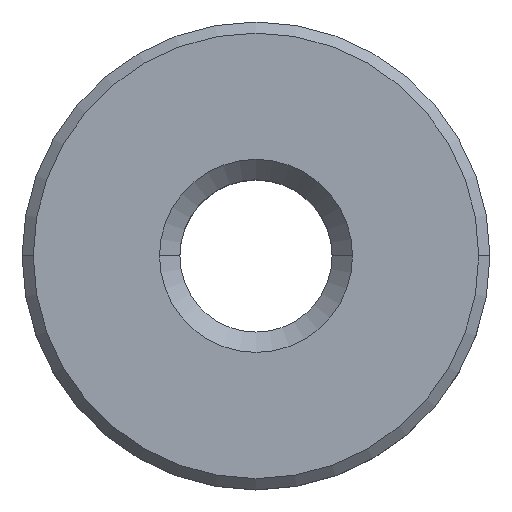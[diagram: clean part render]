
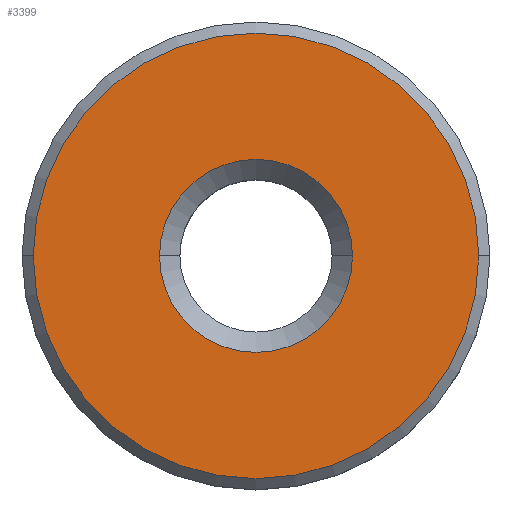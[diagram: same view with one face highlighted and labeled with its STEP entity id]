
A CAD part, top view. The second image highlights one B-rep face of the part: STEP entity #3399.
In plain terms, the highlighted planar face has unit normal (0, 0, 1).
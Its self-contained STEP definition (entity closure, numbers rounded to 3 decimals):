
#157 = AXIS2_PLACEMENT_3D ( 'NONE', #3276, #588, #1952 ) ;
#178 = VERTEX_POINT ( 'NONE', #1976 ) ;
#383 = AXIS2_PLACEMENT_3D ( 'NONE', #411, #920, #1722 ) ;
#406 = CARTESIAN_POINT ( 'NONE',  ( 0., 0., 0. ) ) ;
#411 = CARTESIAN_POINT ( 'NONE',  ( 0., 0., 0. ) ) ;
#491 = VERTEX_POINT ( 'NONE', #2836 ) ;
#576 = ORIENTED_EDGE ( 'NONE', *, *, #2650, .F. ) ;
#588 = DIRECTION ( 'NONE',  ( 0., 0., 1. ) ) ;
#612 = DIRECTION ( 'NONE',  ( -1., 0., 0. ) ) ;
#846 = VERTEX_POINT ( 'NONE', #3233 ) ;
#883 = AXIS2_PLACEMENT_3D ( 'NONE', #1412, #2725, #612 ) ;
#920 = DIRECTION ( 'NONE',  ( 0., 0., -1. ) ) ;
#970 = CARTESIAN_POINT ( 'NONE',  ( -1.3, 0., 0. ) ) ;
#1171 = PLANE ( 'NONE',  #383 ) ;
#1217 = DIRECTION ( 'NONE',  ( 0., 0., 1. ) ) ;
#1328 = AXIS2_PLACEMENT_3D ( 'NONE', #1440, #1217, #2207 ) ;
#1412 = CARTESIAN_POINT ( 'NONE',  ( 0., 0., 0. ) ) ;
#1440 = CARTESIAN_POINT ( 'NONE',  ( 0., 0., 0. ) ) ;
#1551 = AXIS2_PLACEMENT_3D ( 'NONE', #406, #1958, #3263 ) ;
#1686 = EDGE_CURVE ( 'NONE', #178, #846, #2222, .T. ) ;
#1689 = EDGE_CURVE ( 'NONE', #846, #178, #3161, .T. ) ;
#1722 = DIRECTION ( 'NONE',  ( -1., 0., 0. ) ) ;
#1880 = CIRCLE ( 'NONE', #1328, 1.3 ) ;
#1952 = DIRECTION ( 'NONE',  ( -1., 0., 0. ) ) ;
#1958 = DIRECTION ( 'NONE',  ( 0., 0., 1. ) ) ;
#1976 = CARTESIAN_POINT ( 'NONE',  ( -3., 0., 0. ) ) ;
#2192 = ORIENTED_EDGE ( 'NONE', *, *, #1686, .T. ) ;
#2207 = DIRECTION ( 'NONE',  ( 1., 0., 0. ) ) ;
#2222 = CIRCLE ( 'NONE', #157, 3. ) ;
#2235 = FACE_BOUND ( 'NONE', #3209, .T. ) ;
#2318 = ORIENTED_EDGE ( 'NONE', *, *, #1689, .T. ) ;
#2336 = CIRCLE ( 'NONE', #1551, 1.3 ) ;
#2535 = EDGE_LOOP ( 'NONE', ( #2192, #2318 ) ) ;
#2618 = EDGE_CURVE ( 'NONE', #491, #2790, #1880, .T. ) ;
#2650 = EDGE_CURVE ( 'NONE', #2790, #491, #2336, .T. ) ;
#2725 = DIRECTION ( 'NONE',  ( 0., 0., 1. ) ) ;
#2790 = VERTEX_POINT ( 'NONE', #970 ) ;
#2830 = ORIENTED_EDGE ( 'NONE', *, *, #2618, .F. ) ;
#2836 = CARTESIAN_POINT ( 'NONE',  ( 1.3, 0., 0. ) ) ;
#3161 = CIRCLE ( 'NONE', #883, 3. ) ;
#3209 = EDGE_LOOP ( 'NONE', ( #2830, #576 ) ) ;
#3233 = CARTESIAN_POINT ( 'NONE',  ( 3., 0., 0. ) ) ;
#3263 = DIRECTION ( 'NONE',  ( 1., 0., 0. ) ) ;
#3276 = CARTESIAN_POINT ( 'NONE',  ( 0., 0., 0. ) ) ;
#3324 = FACE_OUTER_BOUND ( 'NONE', #2535, .T. ) ;
#3399 = ADVANCED_FACE ( 'NONE', ( #3324, #2235 ), #1171, .F. ) ;
